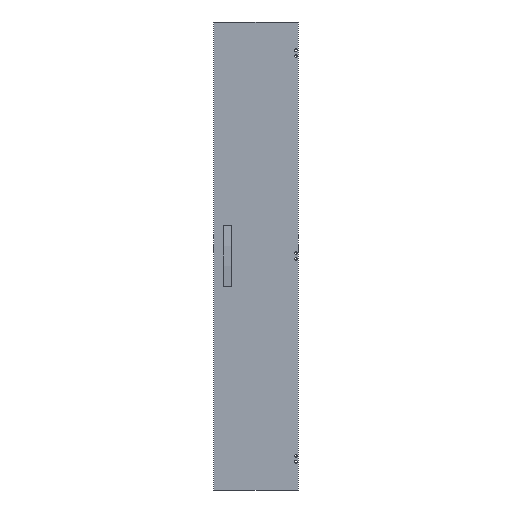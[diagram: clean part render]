
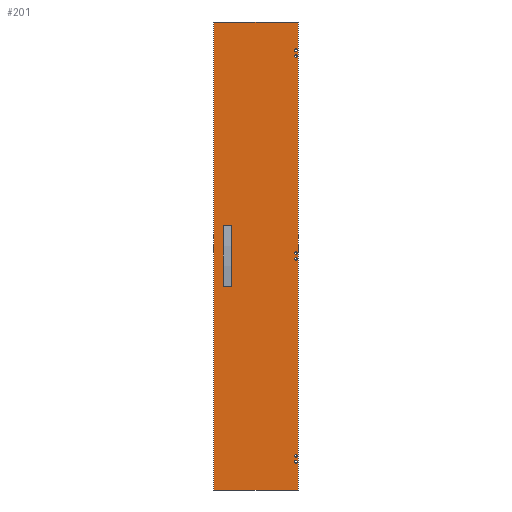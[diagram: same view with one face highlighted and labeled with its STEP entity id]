
A CAD part, front view. The second image highlights one B-rep face of the part: STEP entity #201.
In plain terms, the highlighted planar face has unit normal (0, -1, 0).
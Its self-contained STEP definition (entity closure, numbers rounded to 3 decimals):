
#9 = CARTESIAN_POINT ( 'NONE',  ( -179.5, -1.5, 0. ) ) ;
#11 = ORIENTED_EDGE ( 'NONE', *, *, #405, .F. ) ;
#28 = EDGE_CURVE ( 'NONE', #303, #303, #123, .T. ) ;
#37 = DIRECTION ( 'NONE',  ( 0., 1., 0. ) ) ;
#39 = VERTEX_POINT ( 'NONE', #229 ) ;
#42 = LINE ( 'NONE', #154, #292 ) ;
#67 = CIRCLE ( 'NONE', #770, 5.5 ) ;
#80 = EDGE_CURVE ( 'NONE', #383, #383, #722, .T. ) ;
#108 = LINE ( 'NONE', #9, #650 ) ;
#111 = EDGE_LOOP ( 'NONE', ( #729 ) ) ;
#112 = DIRECTION ( 'NONE',  ( 0., 0., 1. ) ) ;
#121 = VERTEX_POINT ( 'NONE', #989 ) ;
#123 = CIRCLE ( 'NONE', #289, 5.5 ) ;
#143 = EDGE_LOOP ( 'NONE', ( #205 ) ) ;
#154 = CARTESIAN_POINT ( 'NONE',  ( 0., -1.5, 992. ) ) ;
#155 = CARTESIAN_POINT ( 'NONE',  ( 169.5, -1.5, -872.5 ) ) ;
#161 = DIRECTION ( 'NONE',  ( -1., 0., 0. ) ) ;
#165 = DIRECTION ( 'NONE',  ( 0., -1., 0. ) ) ;
#178 = VERTEX_POINT ( 'NONE', #917 ) ;
#184 = ORIENTED_EDGE ( 'NONE', *, *, #978, .T. ) ;
#187 = DIRECTION ( 'NONE',  ( 0., -1., 0. ) ) ;
#201 = ADVANCED_FACE ( 'NONE', ( #513, #315, #695, #448, #621, #615, #338 ), #713, .F. ) ;
#205 = ORIENTED_EDGE ( 'NONE', *, *, #331, .F. ) ;
#206 = CARTESIAN_POINT ( 'NONE',  ( 169.5, -1.5, 878. ) ) ;
#225 = DIRECTION ( 'NONE',  ( 0., -1., 0. ) ) ;
#229 = CARTESIAN_POINT ( 'NONE',  ( -179.5, -1.5, -992. ) ) ;
#261 = LINE ( 'NONE', #336, #832 ) ;
#289 = AXIS2_PLACEMENT_3D ( 'NONE', #824, #1078, #1002 ) ;
#291 = VERTEX_POINT ( 'NONE', #206 ) ;
#292 = VECTOR ( 'NONE', #542, 1000. ) ;
#293 = AXIS2_PLACEMENT_3D ( 'NONE', #1186, #225, #611 ) ;
#294 = EDGE_LOOP ( 'NONE', ( #1047 ) ) ;
#303 = VERTEX_POINT ( 'NONE', #973 ) ;
#305 = ORIENTED_EDGE ( 'NONE', *, *, #775, .F. ) ;
#315 = FACE_BOUND ( 'NONE', #840, .T. ) ;
#331 = EDGE_CURVE ( 'NONE', #291, #291, #413, .T. ) ;
#336 = CARTESIAN_POINT ( 'NONE',  ( 179.5, -1.5, 0. ) ) ;
#338 = FACE_OUTER_BOUND ( 'NONE', #740, .T. ) ;
#342 = DIRECTION ( 'NONE',  ( 0., 0., 1. ) ) ;
#383 = VERTEX_POINT ( 'NONE', #1241 ) ;
#397 = VERTEX_POINT ( 'NONE', #772 ) ;
#405 = EDGE_CURVE ( 'NONE', #397, #397, #852, .T. ) ;
#413 = CIRCLE ( 'NONE', #766, 5.5 ) ;
#416 = CARTESIAN_POINT ( 'NONE',  ( -179.5, -1.5, 992. ) ) ;
#433 = AXIS2_PLACEMENT_3D ( 'NONE', #1044, #187, #112 ) ;
#448 = FACE_BOUND ( 'NONE', #111, .T. ) ;
#467 = CARTESIAN_POINT ( 'NONE',  ( 169.5, -1.5, 872.5 ) ) ;
#481 = ORIENTED_EDGE ( 'NONE', *, *, #750, .F. ) ;
#502 = ORIENTED_EDGE ( 'NONE', *, *, #80, .F. ) ;
#508 = AXIS2_PLACEMENT_3D ( 'NONE', #797, #37, #825 ) ;
#513 = FACE_BOUND ( 'NONE', #697, .T. ) ;
#522 = CARTESIAN_POINT ( 'NONE',  ( 169.5, -1.5, 853. ) ) ;
#542 = DIRECTION ( 'NONE',  ( 1., 0., 0. ) ) ;
#543 = DIRECTION ( 'NONE',  ( 0., 0., 1. ) ) ;
#550 = EDGE_LOOP ( 'NONE', ( #1118 ) ) ;
#611 = DIRECTION ( 'NONE',  ( 0., 0., 1. ) ) ;
#615 = FACE_BOUND ( 'NONE', #143, .T. ) ;
#621 = FACE_BOUND ( 'NONE', #550, .T. ) ;
#635 = CIRCLE ( 'NONE', #293, 5.5 ) ;
#642 = CARTESIAN_POINT ( 'NONE',  ( 169.5, -1.5, -12.5 ) ) ;
#650 = VECTOR ( 'NONE', #698, 1000. ) ;
#656 = DIRECTION ( 'NONE',  ( 0., 0., 1. ) ) ;
#669 = VERTEX_POINT ( 'NONE', #416 ) ;
#695 = FACE_BOUND ( 'NONE', #294, .T. ) ;
#697 = EDGE_LOOP ( 'NONE', ( #11 ) ) ;
#698 = DIRECTION ( 'NONE',  ( 0., 0., -1. ) ) ;
#710 = CARTESIAN_POINT ( 'NONE',  ( 179.5, -1.5, 992. ) ) ;
#713 = PLANE ( 'NONE',  #508 ) ;
#717 = LINE ( 'NONE', #1000, #745 ) ;
#722 = CIRCLE ( 'NONE', #1085, 5.5 ) ;
#729 = ORIENTED_EDGE ( 'NONE', *, *, #28, .F. ) ;
#732 = EDGE_CURVE ( 'NONE', #178, #758, #261, .T. ) ;
#740 = EDGE_LOOP ( 'NONE', ( #184, #305, #799, #481 ) ) ;
#745 = VECTOR ( 'NONE', #161, 1000. ) ;
#750 = EDGE_CURVE ( 'NONE', #669, #758, #42, .T. ) ;
#758 = VERTEX_POINT ( 'NONE', #710 ) ;
#766 = AXIS2_PLACEMENT_3D ( 'NONE', #467, #1033, #656 ) ;
#770 = AXIS2_PLACEMENT_3D ( 'NONE', #642, #165, #839 ) ;
#772 = CARTESIAN_POINT ( 'NONE',  ( 169.5, -1.5, -842. ) ) ;
#775 = EDGE_CURVE ( 'NONE', #178, #39, #717, .T. ) ;
#792 = VERTEX_POINT ( 'NONE', #522 ) ;
#797 = CARTESIAN_POINT ( 'NONE',  ( 0., -1.5, 0. ) ) ;
#799 = ORIENTED_EDGE ( 'NONE', *, *, #732, .T. ) ;
#824 = CARTESIAN_POINT ( 'NONE',  ( 169.5, -1.5, 12.5 ) ) ;
#825 = DIRECTION ( 'NONE',  ( 1., 0., 0. ) ) ;
#832 = VECTOR ( 'NONE', #342, 1000. ) ;
#839 = DIRECTION ( 'NONE',  ( 0., 0., 1. ) ) ;
#840 = EDGE_LOOP ( 'NONE', ( #502 ) ) ;
#852 = CIRCLE ( 'NONE', #433, 5.5 ) ;
#917 = CARTESIAN_POINT ( 'NONE',  ( 179.5, -1.5, -992. ) ) ;
#973 = CARTESIAN_POINT ( 'NONE',  ( 169.5, -1.5, 18. ) ) ;
#978 = EDGE_CURVE ( 'NONE', #669, #39, #108, .T. ) ;
#989 = CARTESIAN_POINT ( 'NONE',  ( 169.5, -1.5, -7. ) ) ;
#1000 = CARTESIAN_POINT ( 'NONE',  ( 0., -1.5, -992. ) ) ;
#1002 = DIRECTION ( 'NONE',  ( 0., 0., 1. ) ) ;
#1033 = DIRECTION ( 'NONE',  ( 0., -1., 0. ) ) ;
#1044 = CARTESIAN_POINT ( 'NONE',  ( 169.5, -1.5, -847.5 ) ) ;
#1047 = ORIENTED_EDGE ( 'NONE', *, *, #1180, .F. ) ;
#1052 = EDGE_CURVE ( 'NONE', #792, #792, #635, .T. ) ;
#1078 = DIRECTION ( 'NONE',  ( 0., -1., 0. ) ) ;
#1085 = AXIS2_PLACEMENT_3D ( 'NONE', #155, #1106, #543 ) ;
#1106 = DIRECTION ( 'NONE',  ( 0., -1., 0. ) ) ;
#1118 = ORIENTED_EDGE ( 'NONE', *, *, #1052, .F. ) ;
#1180 = EDGE_CURVE ( 'NONE', #121, #121, #67, .T. ) ;
#1186 = CARTESIAN_POINT ( 'NONE',  ( 169.5, -1.5, 847.5 ) ) ;
#1241 = CARTESIAN_POINT ( 'NONE',  ( 169.5, -1.5, -867. ) ) ;
